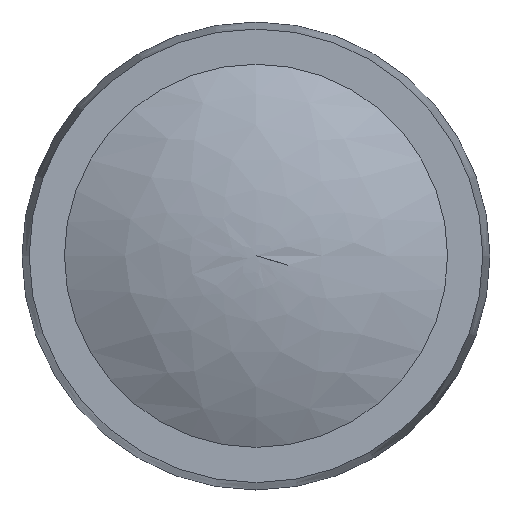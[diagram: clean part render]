
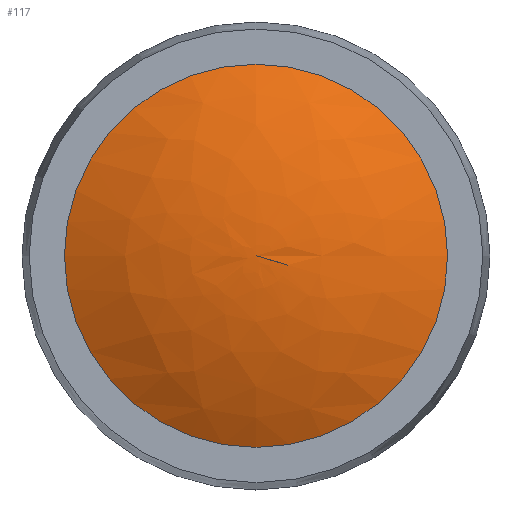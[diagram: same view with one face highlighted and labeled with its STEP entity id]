
A CAD part, top view. The second image highlights one B-rep face of the part: STEP entity #117.
In plain terms, the highlighted free-form (B-spline) face has degree [3, 3] with [4, 7] control points.
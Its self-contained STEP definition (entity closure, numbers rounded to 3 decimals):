
#117 = ADVANCED_FACE( '', ( #284, #285 ), #286, .T. );
#284 = FACE_BOUND( '', #527, .T. );
#285 = FACE_OUTER_BOUND( '', #528, .T. );
#286 = ( BOUNDED_SURFACE(  )B_SPLINE_SURFACE( 3, 3, ( ( #531, #532, #533, #534, #535, #536, #537 ), ( #538, #539, #540, #541, #542, #543, #544 ), ( #545, #546, #547, #548, #549, #550, #551 ), ( #552, #553, #554, #555, #556, #557, #558 ) ), .UNSPECIFIED., .F., .T., .F. )B_SPLINE_SURFACE_WITH_KNOTS( ( 4, 4 ), ( 4, 3, 4 ), ( 0., 6.283 ), ( 1.074, 1.319, 1.564 ), .UNSPECIFIED. )GEOMETRIC_REPRESENTATION_ITEM(  )RATIONAL_B_SPLINE_SURFACE( ( ( 1., 0.333, 0.333, 1., 0.333, 0.333, 1. ), ( 0.98, 0.327, 0.327, 0.98, 0.327, 0.327, 0.98 ), ( 0.98, 0.327, 0.327, 0.98, 0.327, 0.327, 0.98 ), ( 1., 0.333, 0.333, 1., 0.333, 0.333, 1. ) ) )REPRESENTATION_ITEM( '' )SURFACE(  ) );
#527 = VERTEX_LOOP( '', #848 );
#528 = EDGE_LOOP( '', ( #849 ) );
#531 = CARTESIAN_POINT( '', ( 0., 0., 23. ) );
#532 = CARTESIAN_POINT( '', ( 0., 0., 23. ) );
#533 = CARTESIAN_POINT( '', ( 0., 0., 23. ) );
#534 = CARTESIAN_POINT( '', ( 0., 0., 23. ) );
#535 = CARTESIAN_POINT( '', ( 0., 0., 23. ) );
#536 = CARTESIAN_POINT( '', ( 0., 0., 23. ) );
#537 = CARTESIAN_POINT( '', ( 0., 0., 23. ) );
#538 = CARTESIAN_POINT( '', ( 3.738, 0., 22.975 ) );
#539 = CARTESIAN_POINT( '', ( 3.738, 7.477, 22.975 ) );
#540 = CARTESIAN_POINT( '', ( -3.738, 7.477, 22.975 ) );
#541 = CARTESIAN_POINT( '', ( -3.738, 0., 22.975 ) );
#542 = CARTESIAN_POINT( '', ( -3.738, -7.477, 22.975 ) );
#543 = CARTESIAN_POINT( '', ( 3.738, -7.477, 22.975 ) );
#544 = CARTESIAN_POINT( '', ( 3.738, 0., 22.975 ) );
#545 = CARTESIAN_POINT( '', ( 7.359, 0., 22.043 ) );
#546 = CARTESIAN_POINT( '', ( 7.359, 14.718, 22.043 ) );
#547 = CARTESIAN_POINT( '', ( -7.359, 14.718, 22.043 ) );
#548 = CARTESIAN_POINT( '', ( -7.359, 0., 22.043 ) );
#549 = CARTESIAN_POINT( '', ( -7.359, -14.718, 22.043 ) );
#550 = CARTESIAN_POINT( '', ( 7.359, -14.718, 22.043 ) );
#551 = CARTESIAN_POINT( '', ( 7.359, 0., 22.043 ) );
#552 = CARTESIAN_POINT( '', ( 10.645, 0., 20.26 ) );
#553 = CARTESIAN_POINT( '', ( 10.645, 21.29, 20.26 ) );
#554 = CARTESIAN_POINT( '', ( -10.645, 21.29, 20.26 ) );
#555 = CARTESIAN_POINT( '', ( -10.645, 0., 20.26 ) );
#556 = CARTESIAN_POINT( '', ( -10.645, -21.29, 20.26 ) );
#557 = CARTESIAN_POINT( '', ( 10.645, -21.29, 20.26 ) );
#558 = CARTESIAN_POINT( '', ( 10.645, 0., 20.26 ) );
#848 = VERTEX_POINT( '', #1159 );
#849 = ORIENTED_EDGE( '', *, *, #1125, .T. );
#1125 = EDGE_CURVE( '', #1269, #1269, #1270, .T. );
#1159 = CARTESIAN_POINT( '', ( 0., 0., 23. ) );
#1269 = VERTEX_POINT( '', #1520 );
#1270 = CIRCLE( '', #1521, 10.645 );
#1520 = CARTESIAN_POINT( '', ( 10.645, 0., 20.26 ) );
#1521 = AXIS2_PLACEMENT_3D( '', #1743, #1744, #1745 );
#1743 = CARTESIAN_POINT( '', ( 0., 0., 20.26 ) );
#1744 = DIRECTION( '', ( 0., 0., 1. ) );
#1745 = DIRECTION( '', ( 1., 0., 0. ) );
